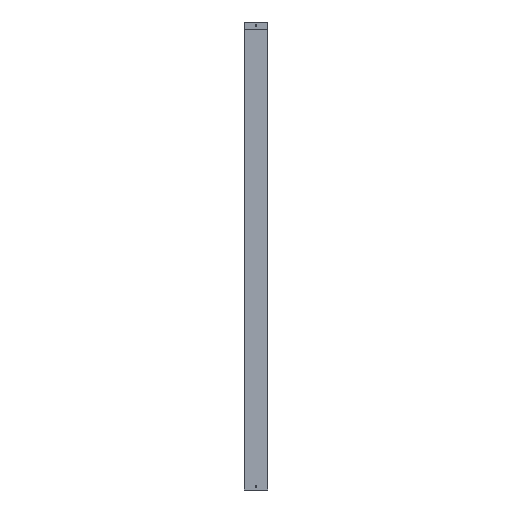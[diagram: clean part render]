
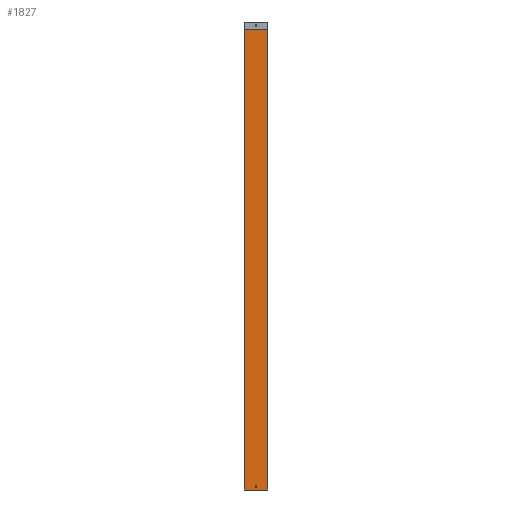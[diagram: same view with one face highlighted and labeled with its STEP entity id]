
A CAD part, front view. The second image highlights one B-rep face of the part: STEP entity #1827.
In plain terms, the highlighted planar face has unit normal (0, -1, 0).
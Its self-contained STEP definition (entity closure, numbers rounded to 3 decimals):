
#35 = AXIS2_PLACEMENT_3D ( 'NONE', #1681, #1686, #1687 ) ;
#53 = AXIS2_PLACEMENT_3D ( 'NONE', #811, #812, #813 ) ;
#171 = EDGE_CURVE ( 'NONE', #471, #465, #1223, .T. ) ;
#175 = EDGE_CURVE ( 'NONE', #1423, #1423, #1230, .T. ) ;
#176 = EDGE_CURVE ( 'NONE', #471, #518, #1233, .T. ) ;
#177 = EDGE_CURVE ( 'NONE', #465, #508, #1232, .T. ) ;
#231 = EDGE_CURVE ( 'NONE', #518, #508, #1316, .T. ) ;
#451 = EDGE_LOOP ( 'NONE', ( #1001 ) ) ;
#452 = EDGE_LOOP ( 'NONE', ( #1002, #1003, #1004, #1005 ) ) ;
#465 = VERTEX_POINT ( 'NONE', #1580 ) ;
#471 = VERTEX_POINT ( 'NONE', #1595 ) ;
#508 = VERTEX_POINT ( 'NONE', #1632 ) ;
#518 = VERTEX_POINT ( 'NONE', #1642 ) ;
#654 = CARTESIAN_POINT ( 'NONE',  ( 0., 0., 18.5 ) ) ;
#794 = CARTESIAN_POINT ( 'NONE',  ( -50., 0., 1969. ) ) ;
#795 = DIRECTION ( 'NONE',  ( 0., 0., -1. ) ) ;
#804 = CARTESIAN_POINT ( 'NONE',  ( -50., 0., 1968. ) ) ;
#807 = CARTESIAN_POINT ( 'NONE',  ( -50., 0., 0. ) ) ;
#811 = CARTESIAN_POINT ( 'NONE',  ( 0., 0., 15. ) ) ;
#812 = DIRECTION ( 'NONE',  ( 0., -1., 0. ) ) ;
#813 = DIRECTION ( 'NONE',  ( 0., 0., 1. ) ) ;
#814 = DIRECTION ( 'NONE',  ( 1., 0., 0. ) ) ;
#815 = DIRECTION ( 'NONE',  ( 1., 0., 0. ) ) ;
#1001 = ORIENTED_EDGE ( 'NONE', *, *, #175, .F. ) ;
#1002 = ORIENTED_EDGE ( 'NONE', *, *, #231, .F. ) ;
#1003 = ORIENTED_EDGE ( 'NONE', *, *, #176, .F. ) ;
#1004 = ORIENTED_EDGE ( 'NONE', *, *, #171, .T. ) ;
#1005 = ORIENTED_EDGE ( 'NONE', *, *, #177, .T. ) ;
#1223 = LINE ( 'NONE', #794, #1225 ) ;
#1225 = VECTOR ( 'NONE', #795, 1000. ) ;
#1230 = CIRCLE ( 'NONE', #53, 3.5 ) ;
#1232 = LINE ( 'NONE', #807, #1234 ) ;
#1233 = LINE ( 'NONE', #804, #1235 ) ;
#1234 = VECTOR ( 'NONE', #815, 1000. ) ;
#1235 = VECTOR ( 'NONE', #814, 1000. ) ;
#1316 = LINE ( 'NONE', #1571, #1318 ) ;
#1318 = VECTOR ( 'NONE', #1572, 1000. ) ;
#1326 = FACE_OUTER_BOUND ( 'NONE', #452, .T. ) ;
#1333 = FACE_BOUND ( 'NONE', #451, .T. ) ;
#1423 = VERTEX_POINT ( 'NONE', #654 ) ;
#1571 = CARTESIAN_POINT ( 'NONE',  ( 50., 0., 1969. ) ) ;
#1572 = DIRECTION ( 'NONE',  ( 0., 0., -1. ) ) ;
#1580 = CARTESIAN_POINT ( 'NONE',  ( -50., 0., 0. ) ) ;
#1595 = CARTESIAN_POINT ( 'NONE',  ( -50., 0., 1968. ) ) ;
#1632 = CARTESIAN_POINT ( 'NONE',  ( 50., 0., 0. ) ) ;
#1642 = CARTESIAN_POINT ( 'NONE',  ( 50., 0., 1968. ) ) ;
#1679 = PLANE ( 'NONE',  #35 ) ;
#1681 = CARTESIAN_POINT ( 'NONE',  ( -50., 0., 1969. ) ) ;
#1686 = DIRECTION ( 'NONE',  ( 0., 1., 0. ) ) ;
#1687 = DIRECTION ( 'NONE',  ( 0., 0., 1. ) ) ;
#1827 = ADVANCED_FACE ( 'NONE', ( #1333, #1326 ), #1679, .F. ) ;
